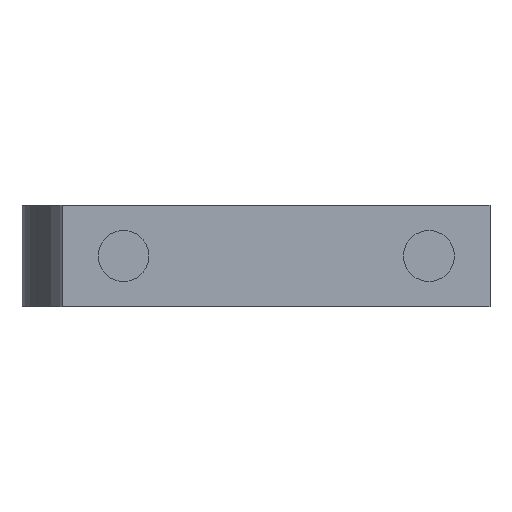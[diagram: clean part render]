
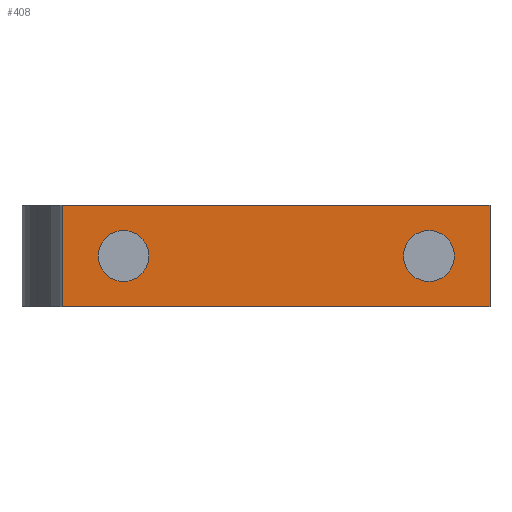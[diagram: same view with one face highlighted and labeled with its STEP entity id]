
A CAD part, left-side view. The second image highlights one B-rep face of the part: STEP entity #408.
In plain terms, the highlighted planar face has unit normal (-1, 0, 0).
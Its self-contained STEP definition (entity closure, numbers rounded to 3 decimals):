
#9 = CARTESIAN_POINT ( 'NONE',  ( -23.938, 0., 5. ) ) ;
#22 = CIRCLE ( 'NONE', #641, 1.25 ) ;
#28 = FACE_OUTER_BOUND ( 'NONE', #81, .T. ) ;
#32 = CARTESIAN_POINT ( 'NONE',  ( -23.938, -5.376, 3.75 ) ) ;
#34 = CARTESIAN_POINT ( 'NONE',  ( -23.938, -8.376, 5. ) ) ;
#52 = VERTEX_POINT ( 'NONE', #949 ) ;
#54 = EDGE_CURVE ( 'NONE', #913, #410, #882, .T. ) ;
#58 = CIRCLE ( 'NONE', #92, 1.25 ) ;
#61 = EDGE_CURVE ( 'NONE', #410, #414, #621, .T. ) ;
#81 = EDGE_LOOP ( 'NONE', ( #573, #898, #201, #762 ) ) ;
#92 = AXIS2_PLACEMENT_3D ( 'NONE', #716, #961, #1040 ) ;
#106 = PLANE ( 'NONE',  #1002 ) ;
#109 = EDGE_CURVE ( 'NONE', #569, #414, #235, .T. ) ;
#145 = EDGE_CURVE ( 'NONE', #507, #1011, #58, .T. ) ;
#148 = CARTESIAN_POINT ( 'NONE',  ( -23.938, 12.624, 5. ) ) ;
#150 = AXIS2_PLACEMENT_3D ( 'NONE', #156, #1054, #803 ) ;
#156 = CARTESIAN_POINT ( 'NONE',  ( -23.938, 9.624, 2.5 ) ) ;
#174 = EDGE_CURVE ( 'NONE', #52, #848, #638, .T. ) ;
#185 = CARTESIAN_POINT ( 'NONE',  ( -23.938, 9.624, 2.5 ) ) ;
#199 = FACE_BOUND ( 'NONE', #221, .T. ) ;
#201 = ORIENTED_EDGE ( 'NONE', *, *, #297, .T. ) ;
#221 = EDGE_LOOP ( 'NONE', ( #661, #502 ) ) ;
#225 = DIRECTION ( 'NONE',  ( 0., 0., -1. ) ) ;
#235 = LINE ( 'NONE', #148, #891 ) ;
#265 = FACE_BOUND ( 'NONE', #273, .T. ) ;
#273 = EDGE_LOOP ( 'NONE', ( #528, #784 ) ) ;
#297 = EDGE_CURVE ( 'NONE', #913, #569, #406, .T. ) ;
#303 = CARTESIAN_POINT ( 'NONE',  ( -23.938, -5.376, 2.5 ) ) ;
#308 = DIRECTION ( 'NONE',  ( 0., 0., 1. ) ) ;
#381 = DIRECTION ( 'NONE',  ( 0., 1., 0. ) ) ;
#393 = VECTOR ( 'NONE', #1066, 1000. ) ;
#406 = LINE ( 'NONE', #899, #393 ) ;
#408 = ADVANCED_FACE ( 'NONE', ( #199, #265, #28 ), #106, .T. ) ;
#410 = VERTEX_POINT ( 'NONE', #436 ) ;
#414 = VERTEX_POINT ( 'NONE', #842 ) ;
#436 = CARTESIAN_POINT ( 'NONE',  ( -23.938, -8.376, 0. ) ) ;
#500 = EDGE_CURVE ( 'NONE', #1011, #507, #22, .T. ) ;
#502 = ORIENTED_EDGE ( 'NONE', *, *, #640, .F. ) ;
#507 = VERTEX_POINT ( 'NONE', #32 ) ;
#510 = VECTOR ( 'NONE', #381, 1000. ) ;
#528 = ORIENTED_EDGE ( 'NONE', *, *, #145, .F. ) ;
#532 = VECTOR ( 'NONE', #724, 1000. ) ;
#539 = CARTESIAN_POINT ( 'NONE',  ( -23.938, 12.624, 5. ) ) ;
#564 = DIRECTION ( 'NONE',  ( -1., 0., 0. ) ) ;
#569 = VERTEX_POINT ( 'NONE', #539 ) ;
#573 = ORIENTED_EDGE ( 'NONE', *, *, #61, .F. ) ;
#595 = DIRECTION ( 'NONE',  ( -1., 0., 0. ) ) ;
#621 = LINE ( 'NONE', #870, #510 ) ;
#638 = CIRCLE ( 'NONE', #150, 1.25 ) ;
#640 = EDGE_CURVE ( 'NONE', #848, #52, #815, .T. ) ;
#641 = AXIS2_PLACEMENT_3D ( 'NONE', #303, #948, #308 ) ;
#661 = ORIENTED_EDGE ( 'NONE', *, *, #174, .F. ) ;
#716 = CARTESIAN_POINT ( 'NONE',  ( -23.938, -5.376, 2.5 ) ) ;
#724 = DIRECTION ( 'NONE',  ( 0., 0., -1. ) ) ;
#762 = ORIENTED_EDGE ( 'NONE', *, *, #109, .T. ) ;
#784 = ORIENTED_EDGE ( 'NONE', *, *, #500, .F. ) ;
#798 = CARTESIAN_POINT ( 'NONE',  ( -23.938, -8.376, 5. ) ) ;
#803 = DIRECTION ( 'NONE',  ( 0., 0., 1. ) ) ;
#815 = CIRCLE ( 'NONE', #958, 1.25 ) ;
#827 = DIRECTION ( 'NONE',  ( 0., 0., 1. ) ) ;
#842 = CARTESIAN_POINT ( 'NONE',  ( -23.938, 12.624, 0. ) ) ;
#848 = VERTEX_POINT ( 'NONE', #879 ) ;
#870 = CARTESIAN_POINT ( 'NONE',  ( -23.938, 0., 0. ) ) ;
#879 = CARTESIAN_POINT ( 'NONE',  ( -23.938, 9.624, 1.25 ) ) ;
#882 = LINE ( 'NONE', #34, #532 ) ;
#891 = VECTOR ( 'NONE', #225, 1000. ) ;
#898 = ORIENTED_EDGE ( 'NONE', *, *, #54, .F. ) ;
#899 = CARTESIAN_POINT ( 'NONE',  ( -23.938, 0., 5. ) ) ;
#913 = VERTEX_POINT ( 'NONE', #798 ) ;
#931 = CARTESIAN_POINT ( 'NONE',  ( -23.938, -5.376, 1.25 ) ) ;
#948 = DIRECTION ( 'NONE',  ( -1., 0., 0. ) ) ;
#949 = CARTESIAN_POINT ( 'NONE',  ( -23.938, 9.624, 3.75 ) ) ;
#958 = AXIS2_PLACEMENT_3D ( 'NONE', #185, #564, #827 ) ;
#961 = DIRECTION ( 'NONE',  ( -1., 0., 0. ) ) ;
#1002 = AXIS2_PLACEMENT_3D ( 'NONE', #9, #595, #1014 ) ;
#1011 = VERTEX_POINT ( 'NONE', #931 ) ;
#1014 = DIRECTION ( 'NONE',  ( 0., 0., 1. ) ) ;
#1040 = DIRECTION ( 'NONE',  ( 0., 0., 1. ) ) ;
#1054 = DIRECTION ( 'NONE',  ( -1., 0., 0. ) ) ;
#1066 = DIRECTION ( 'NONE',  ( 0., 1., 0. ) ) ;
